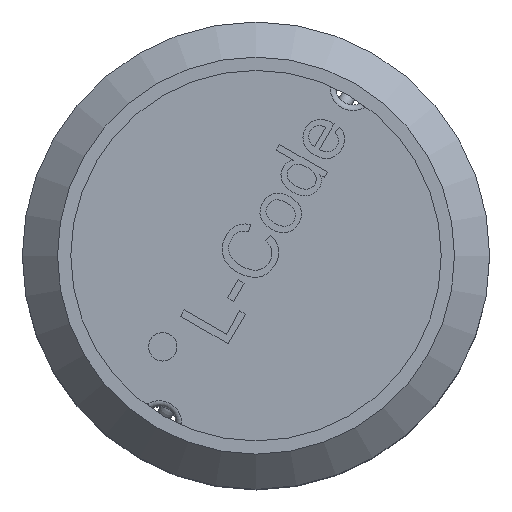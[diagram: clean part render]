
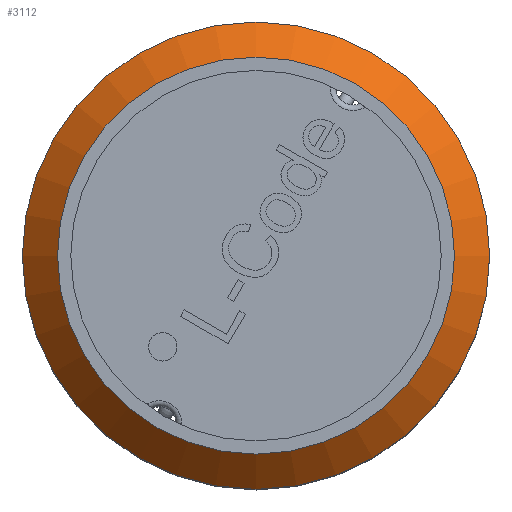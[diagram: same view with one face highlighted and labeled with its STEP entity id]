
A CAD part, top view. The second image highlights one B-rep face of the part: STEP entity #3112.
In plain terms, the highlighted conical face has half-angle 45 degrees and reference radius 3.483 mm.
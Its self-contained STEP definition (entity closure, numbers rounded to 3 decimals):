
#63=CONICAL_SURFACE('',#3332,3.483,0.785);
#984=ORIENTED_EDGE('',*,*,#1291,.F.);
#985=ORIENTED_EDGE('',*,*,#1290,.T.);
#1290=EDGE_CURVE('',#1498,#1498,#1587,.T.);
#1291=EDGE_CURVE('',#1499,#1499,#1588,.T.);
#1498=VERTEX_POINT('',#7217);
#1499=VERTEX_POINT('',#7220);
#1587=CIRCLE('',#3331,3.483);
#1588=CIRCLE('',#3333,4.1);
#1785=EDGE_LOOP('',(#984));
#1786=EDGE_LOOP('',(#985));
#1997=FACE_BOUND('',#1785,.T.);
#1998=FACE_BOUND('',#1786,.T.);
#3112=ADVANCED_FACE('',(#1997,#1998),#63,.T.);
#3331=AXIS2_PLACEMENT_3D('',#7216,#3840,#3841);
#3332=AXIS2_PLACEMENT_3D('',#7218,#3842,#3843);
#3333=AXIS2_PLACEMENT_3D('',#7219,#3844,#3845);
#3840=DIRECTION('',(0.,0.,-1.));
#3841=DIRECTION('',(-1.,0.,0.));
#3842=DIRECTION('',(0.,0.,-1.));
#3843=DIRECTION('',(-1.,0.,0.));
#3844=DIRECTION('',(0.,0.,-1.));
#3845=DIRECTION('',(-1.,0.,0.));
#7216=CARTESIAN_POINT('',(0.,0.,4.7));
#7217=CARTESIAN_POINT('',(-3.483,0.,4.7));
#7218=CARTESIAN_POINT('',(0.,0.,4.7));
#7219=CARTESIAN_POINT('',(0.,0.,4.083));
#7220=CARTESIAN_POINT('',(-4.1,0.,4.083));
